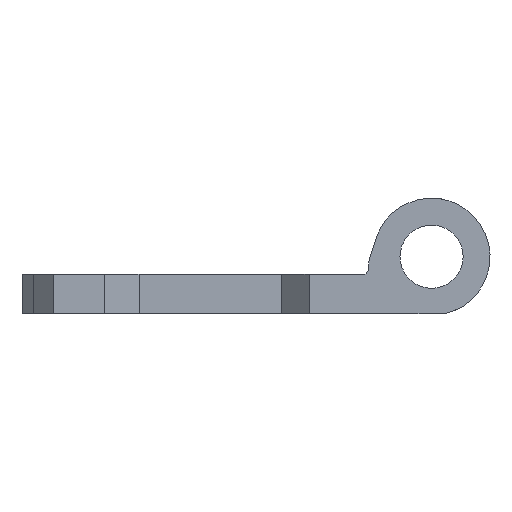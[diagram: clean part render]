
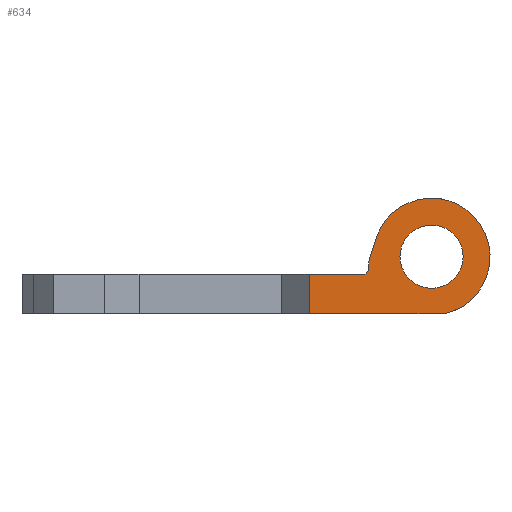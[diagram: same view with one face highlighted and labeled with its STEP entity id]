
A CAD part, front view. The second image highlights one B-rep face of the part: STEP entity #634.
In plain terms, the highlighted planar face has unit normal (0, -1, 0).
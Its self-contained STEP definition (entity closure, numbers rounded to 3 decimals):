
#42=CARTESIAN_POINT('',(92.849,-156.2,10.955));
#43=VERTEX_POINT('',#42);
#50=CARTESIAN_POINT('',(82.496,-156.2,11.035));
#51=VERTEX_POINT('',#50);
#52=CARTESIAN_POINT('',(92.849,-156.2,10.955));
#53=DIRECTION('',(-1.,0.,0.008));
#54=VECTOR('',#53,10.354);
#55=LINE('',#52,#54);
#56=EDGE_CURVE('',#43,#51,#55,.T.);
#543=CARTESIAN_POINT('',(-0.,-156.2,-0.));
#544=DIRECTION('',(0.,-1.,0.));
#545=DIRECTION('',(0.,0.,-1.));
#546=AXIS2_PLACEMENT_3D('',#543,#544,#545);
#547=PLANE('',#546);
#548=CARTESIAN_POINT('',(83.166,-156.2,17.615));
#549=VERTEX_POINT('',#548);
#550=CARTESIAN_POINT('',(84.059,-156.2,20.496));
#551=VERTEX_POINT('',#550);
#552=CARTESIAN_POINT('',(83.166,-156.2,17.615));
#553=DIRECTION('',(0.296,0.,0.955));
#554=VECTOR('',#553,3.017);
#555=LINE('',#552,#554);
#556=EDGE_CURVE('',#549,#551,#555,.T.);
#557=ORIENTED_EDGE('',*,*,#556,.F.);
#558=CARTESIAN_POINT('',(83.166,-156.2,16.5));
#559=VERTEX_POINT('',#558);
#560=CARTESIAN_POINT('',(83.166,-156.2,16.5));
#561=DIRECTION('',(0.,0.,1.));
#562=VECTOR('',#561,1.114);
#563=LINE('',#560,#562);
#564=EDGE_CURVE('',#559,#549,#563,.T.);
#565=ORIENTED_EDGE('',*,*,#564,.F.);
#566=CARTESIAN_POINT('',(82.666,-156.2,16.));
#567=VERTEX_POINT('',#566);
#568=CARTESIAN_POINT('',(83.166,-156.2,16.5));
#569=DIRECTION('',(-0.707,0.,-0.707));
#570=VECTOR('',#569,0.707);
#571=LINE('',#568,#570);
#572=EDGE_CURVE('',#559,#567,#571,.T.);
#573=ORIENTED_EDGE('',*,*,#572,.T.);
#574=CARTESIAN_POINT('',(75.535,-156.2,16.));
#575=VERTEX_POINT('',#574);
#576=CARTESIAN_POINT('',(82.666,-156.2,16.));
#577=DIRECTION('',(-1.,0.,0.));
#578=VECTOR('',#577,7.131);
#579=LINE('',#576,#578);
#580=EDGE_CURVE('',#567,#575,#579,.T.);
#581=ORIENTED_EDGE('',*,*,#580,.T.);
#582=CARTESIAN_POINT('',(75.535,-156.2,11.));
#583=VERTEX_POINT('',#582);
#584=CARTESIAN_POINT('',(75.535,-156.2,16.));
#585=DIRECTION('',(-0.,0.,-1.));
#586=VECTOR('',#585,5.);
#587=LINE('',#584,#586);
#588=EDGE_CURVE('',#575,#583,#587,.T.);
#589=ORIENTED_EDGE('',*,*,#588,.T.);
#590=CARTESIAN_POINT('',(82.496,-156.2,11.));
#591=VERTEX_POINT('',#590);
#592=CARTESIAN_POINT('',(75.535,-156.2,11.));
#593=DIRECTION('',(1.,0.,-0.));
#594=VECTOR('',#593,6.961);
#595=LINE('',#592,#594);
#596=EDGE_CURVE('',#583,#591,#595,.T.);
#597=ORIENTED_EDGE('',*,*,#596,.T.);
#598=CARTESIAN_POINT('',(82.496,-156.2,11.035));
#599=DIRECTION('',(0.,0.,-1.));
#600=VECTOR('',#599,0.035);
#601=LINE('',#598,#600);
#602=EDGE_CURVE('',#51,#591,#601,.T.);
#603=ORIENTED_EDGE('',*,*,#602,.F.);
#604=ORIENTED_EDGE('',*,*,#56,.F.);
#605=CARTESIAN_POINT('',(91.223,-156.2,18.277));
#606=DIRECTION('',(0.,-1.,0.));
#607=DIRECTION('',(0.,0.,-1.));
#608=AXIS2_PLACEMENT_3D('',#605,#606,#607);
#609=CIRCLE('',#608,7.5);
#610=EDGE_CURVE('',#43,#551,#609,.T.);
#611=ORIENTED_EDGE('',*,*,#610,.T.);
#612=EDGE_LOOP('',(#557,#565,#573,#581,#589,#597,#603,#604,#611));
#613=FACE_BOUND('',#612,.T.);
#614=CARTESIAN_POINT('',(91.223,-156.2,22.327));
#615=VERTEX_POINT('',#614);
#616=CARTESIAN_POINT('',(91.223,-156.2,14.227));
#617=VERTEX_POINT('',#616);
#618=CARTESIAN_POINT('',(91.223,-156.2,18.277));
#619=DIRECTION('',(0.,-1.,0.));
#620=DIRECTION('',(0.,0.,-1.));
#621=AXIS2_PLACEMENT_3D('',#618,#619,#620);
#622=CIRCLE('',#621,4.05);
#623=EDGE_CURVE('',#615,#617,#622,.T.);
#624=ORIENTED_EDGE('',*,*,#623,.F.);
#625=CARTESIAN_POINT('',(91.223,-156.2,18.277));
#626=DIRECTION('',(0.,-1.,0.));
#627=DIRECTION('',(0.,0.,-1.));
#628=AXIS2_PLACEMENT_3D('',#625,#626,#627);
#629=CIRCLE('',#628,4.05);
#630=EDGE_CURVE('',#617,#615,#629,.T.);
#631=ORIENTED_EDGE('',*,*,#630,.F.);
#632=EDGE_LOOP('',(#624,#631));
#633=FACE_BOUND('',#632,.T.);
#634=ADVANCED_FACE('',(#613,#633),#547,.T.);
